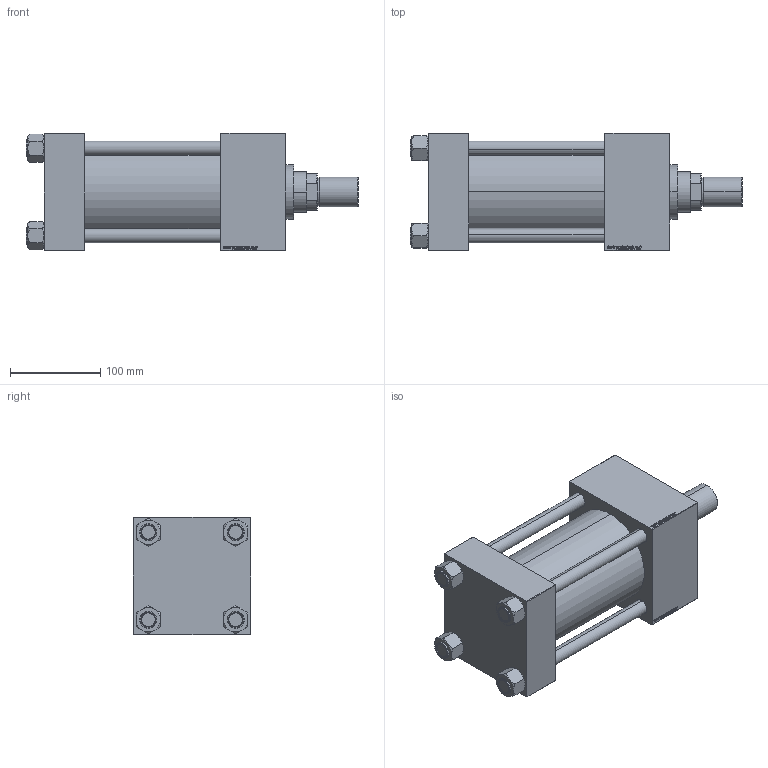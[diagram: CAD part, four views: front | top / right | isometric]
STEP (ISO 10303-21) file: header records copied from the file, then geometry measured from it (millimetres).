
FILE_DESCRIPTION (( 'STEP AP203' ), '1' );
FILE_NAME ('d71c.STEP', '2022-04-15T11:27:26', ( '' ), ( '' ), 'SwSTEP 2.0', 'SolidWorks 2019', '' );
FILE_SCHEMA (( 'CONFIG_CONTROL_DESIGN' ));
Length unit declared in the file: millimetre
Products named in the file (7): d71c; V215CR_C_TYCINKA 3d235f9c0ca737dc958169a45c4a44dc; ROD_END_AH 3d235f9c0ca737dc958169a45c4a44dc; V215CR_C_Body 3d235f9c0ca737dc958169a45c4a44dc; V215CR_VCP_C 3d235f9c0ca737dc958169a45c4a44dc; NUT_M5_C 3d235f9c0ca737dc958169a45c4a44dc; V215_VC_A 3d235f9c0ca737dc958169a45c4a44dc
Assembly tree (12 placements, depth 2):
  d71c
    V215CR_C_Body 3d235f9c0ca737dc958169a45c4a44dc
    V215CR_VCP_C 3d235f9c0ca737dc958169a45c4a44dc
    NUT_M5_C 3d235f9c0ca737dc958169a45c4a44dc  x4
    V215CR_C_TYCINKA 3d235f9c0ca737dc958169a45c4a44dc  x4
    V215_VC_A 3d235f9c0ca737dc958169a45c4a44dc
    ROD_END_AH 3d235f9c0ca737dc958169a45c4a44dc
Bounding box: 368 x 130 x 130 mm (x, y, z)
Volume: 2732461.8 mm3; surface area: 412106.5 mm2
Topology: 12 solids, 12 shells, 1217 faces, 3062 edges, 1991 vertices
Faces by surface type: plane 580, bspline 392, cone 140, cylinder 95, torus 10
Entity records: 51287 total; most frequent: CARTESIAN_POINT 27298, ORIENTED_EDGE 5388, DIRECTION 3484, EDGE_CURVE 2694, VERTEX_POINT 1769, LINE 1626, VECTOR 1626, EDGE_LOOP 1195
